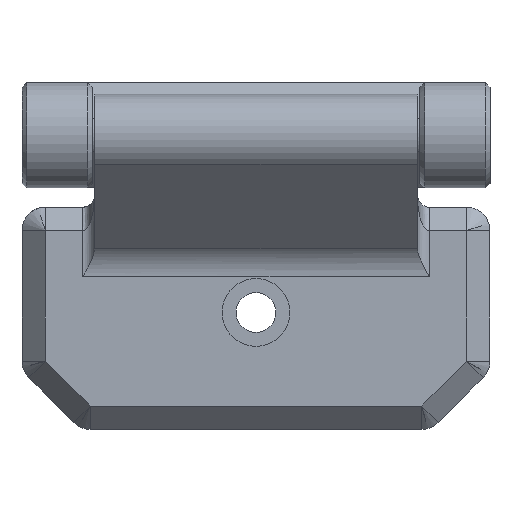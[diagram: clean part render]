
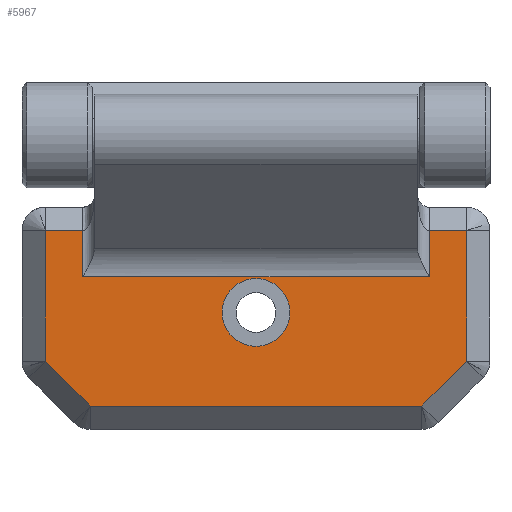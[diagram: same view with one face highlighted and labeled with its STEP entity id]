
A CAD part, left-side view. The second image highlights one B-rep face of the part: STEP entity #5967.
In plain terms, the highlighted planar face has unit normal (-1, 0, 0).
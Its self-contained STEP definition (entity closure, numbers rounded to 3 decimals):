
#9 = EDGE_CURVE ( 'NONE', #2375, #5639, #3757, .T. ) ;
#16 = EDGE_CURVE ( 'NONE', #2886, #2244, #453, .T. ) ;
#99 = EDGE_CURVE ( 'NONE', #352, #1869, #4187, .T. ) ;
#100 = EDGE_CURVE ( 'NONE', #3613, #3828, #704, .T. ) ;
#259 = DIRECTION ( 'NONE',  ( 0., 0., -1. ) ) ;
#293 = DIRECTION ( 'NONE',  ( 1., 0., 0. ) ) ;
#352 = VERTEX_POINT ( 'NONE', #6254 ) ;
#359 = CARTESIAN_POINT ( 'NONE',  ( -7.11, -2., -18.172 ) ) ;
#453 = CIRCLE ( 'NONE', #2337, 2.9 ) ;
#481 = VERTEX_POINT ( 'NONE', #1381 ) ;
#536 = ORIENTED_EDGE ( 'NONE', *, *, #2589, .T. ) ;
#704 = LINE ( 'NONE', #2211, #3488 ) ;
#776 = CARTESIAN_POINT ( 'NONE',  ( -7.11, -20., -14. ) ) ;
#859 = CARTESIAN_POINT ( 'NONE',  ( -7.11, -20., -7. ) ) ;
#896 = CARTESIAN_POINT ( 'NONE',  ( -7.11, -20., -14. ) ) ;
#942 = CARTESIAN_POINT ( 'NONE',  ( -7.11, -5.2, -10.955 ) ) ;
#962 = VERTEX_POINT ( 'NONE', #2249 ) ;
#1003 = ORIENTED_EDGE ( 'NONE', *, *, #5924, .T. ) ;
#1046 = CIRCLE ( 'NONE', #1367, 2.9 ) ;
#1226 = DIRECTION ( 'NONE',  ( 0., 0., -1. ) ) ;
#1242 = LINE ( 'NONE', #6185, #5549 ) ;
#1367 = AXIS2_PLACEMENT_3D ( 'NONE', #896, #2396, #5407 ) ;
#1381 = CARTESIAN_POINT ( 'NONE',  ( -7.11, -2., -7. ) ) ;
#1420 = EDGE_LOOP ( 'NONE', ( #6398, #3756, #2390, #536, #5378, #5715, #5507, #1003, #2410, #6109 ) ) ;
#1437 = CARTESIAN_POINT ( 'NONE',  ( -7.11, -20., -16.9 ) ) ;
#1457 = EDGE_CURVE ( 'NONE', #5386, #352, #2456, .T. ) ;
#1512 = LINE ( 'NONE', #5092, #3306 ) ;
#1869 = VERTEX_POINT ( 'NONE', #3199 ) ;
#1930 = EDGE_CURVE ( 'NONE', #481, #3335, #5374, .T. ) ;
#2032 = CARTESIAN_POINT ( 'NONE',  ( -7.11, -34.172, -22. ) ) ;
#2181 = CARTESIAN_POINT ( 'NONE',  ( -7.11, -34.8, -10.955 ) ) ;
#2211 = CARTESIAN_POINT ( 'NONE',  ( -7.11, -34.8, -11. ) ) ;
#2244 = VERTEX_POINT ( 'NONE', #3177 ) ;
#2249 = CARTESIAN_POINT ( 'NONE',  ( -7.11, -38., -7. ) ) ;
#2275 = DIRECTION ( 'NONE',  ( 0., 0., 1. ) ) ;
#2293 = FACE_BOUND ( 'NONE', #2771, .T. ) ;
#2337 = AXIS2_PLACEMENT_3D ( 'NONE', #776, #2766, #2275 ) ;
#2375 = VERTEX_POINT ( 'NONE', #942 ) ;
#2390 = ORIENTED_EDGE ( 'NONE', *, *, #100, .T. ) ;
#2396 = DIRECTION ( 'NONE',  ( -1., 0., 0. ) ) ;
#2410 = ORIENTED_EDGE ( 'NONE', *, *, #1457, .T. ) ;
#2456 = LINE ( 'NONE', #2032, #2532 ) ;
#2457 = DIRECTION ( 'NONE',  ( 0., 1., 0. ) ) ;
#2485 = CARTESIAN_POINT ( 'NONE',  ( -7.11, -20., -7. ) ) ;
#2532 = VECTOR ( 'NONE', #3971, 1000. ) ;
#2589 = EDGE_CURVE ( 'NONE', #3828, #2375, #5100, .T. ) ;
#2619 = DIRECTION ( 'NONE',  ( 0., 0., 1. ) ) ;
#2697 = CARTESIAN_POINT ( 'NONE',  ( -7.11, -5.2, -11. ) ) ;
#2711 = CARTESIAN_POINT ( 'NONE',  ( -7.11, -5.828, -22. ) ) ;
#2766 = DIRECTION ( 'NONE',  ( -1., 0., 0. ) ) ;
#2771 = EDGE_LOOP ( 'NONE', ( #5583, #5039 ) ) ;
#2819 = EDGE_CURVE ( 'NONE', #962, #3613, #5231, .T. ) ;
#2886 = VERTEX_POINT ( 'NONE', #1437 ) ;
#2951 = CARTESIAN_POINT ( 'NONE',  ( -7.11, -5.2, -7. ) ) ;
#2958 = VECTOR ( 'NONE', #5968, 1000. ) ;
#3027 = VECTOR ( 'NONE', #4085, 1000. ) ;
#3177 = CARTESIAN_POINT ( 'NONE',  ( -7.11, -20., -11.1 ) ) ;
#3196 = DIRECTION ( 'NONE',  ( 0., -0.707, 0.707 ) ) ;
#3199 = CARTESIAN_POINT ( 'NONE',  ( -7.11, -38., -18.172 ) ) ;
#3306 = VECTOR ( 'NONE', #2619, 1000. ) ;
#3335 = VERTEX_POINT ( 'NONE', #359 ) ;
#3488 = VECTOR ( 'NONE', #1226, 1000. ) ;
#3527 = EDGE_CURVE ( 'NONE', #1869, #962, #1512, .T. ) ;
#3613 = VERTEX_POINT ( 'NONE', #4543 ) ;
#3756 = ORIENTED_EDGE ( 'NONE', *, *, #2819, .T. ) ;
#3757 = LINE ( 'NONE', #2697, #5929 ) ;
#3806 = FACE_OUTER_BOUND ( 'NONE', #1420, .T. ) ;
#3828 = VERTEX_POINT ( 'NONE', #2181 ) ;
#3971 = DIRECTION ( 'NONE',  ( 0., -1., 0. ) ) ;
#4085 = DIRECTION ( 'NONE',  ( 0., 1., 0. ) ) ;
#4187 = LINE ( 'NONE', #5717, #6129 ) ;
#4301 = VECTOR ( 'NONE', #6450, 1000. ) ;
#4543 = CARTESIAN_POINT ( 'NONE',  ( -7.11, -34.8, -7. ) ) ;
#5018 = EDGE_CURVE ( 'NONE', #2244, #2886, #1046, .T. ) ;
#5039 = ORIENTED_EDGE ( 'NONE', *, *, #16, .F. ) ;
#5092 = CARTESIAN_POINT ( 'NONE',  ( -7.11, -38., -11. ) ) ;
#5100 = LINE ( 'NONE', #6106, #3027 ) ;
#5231 = LINE ( 'NONE', #859, #4301 ) ;
#5262 = EDGE_CURVE ( 'NONE', #5639, #481, #5591, .T. ) ;
#5286 = DIRECTION ( 'NONE',  ( 0., 0., 1. ) ) ;
#5301 = DIRECTION ( 'NONE',  ( 0., -0.707, -0.707 ) ) ;
#5341 = AXIS2_PLACEMENT_3D ( 'NONE', #6284, #293, #259 ) ;
#5374 = LINE ( 'NONE', #6454, #2958 ) ;
#5378 = ORIENTED_EDGE ( 'NONE', *, *, #9, .T. ) ;
#5386 = VERTEX_POINT ( 'NONE', #2711 ) ;
#5407 = DIRECTION ( 'NONE',  ( 0., 0., 1. ) ) ;
#5466 = VECTOR ( 'NONE', #2457, 1000. ) ;
#5507 = ORIENTED_EDGE ( 'NONE', *, *, #1930, .T. ) ;
#5549 = VECTOR ( 'NONE', #5301, 1000. ) ;
#5583 = ORIENTED_EDGE ( 'NONE', *, *, #5018, .F. ) ;
#5591 = LINE ( 'NONE', #2485, #5466 ) ;
#5639 = VERTEX_POINT ( 'NONE', #2951 ) ;
#5715 = ORIENTED_EDGE ( 'NONE', *, *, #5262, .T. ) ;
#5717 = CARTESIAN_POINT ( 'NONE',  ( -7.11, -38., -18.172 ) ) ;
#5795 = PLANE ( 'NONE',  #5341 ) ;
#5924 = EDGE_CURVE ( 'NONE', #3335, #5386, #1242, .T. ) ;
#5929 = VECTOR ( 'NONE', #5286, 1000. ) ;
#5967 = ADVANCED_FACE ( 'NONE', ( #2293, #3806 ), #5795, .F. ) ;
#5968 = DIRECTION ( 'NONE',  ( 0., 0., -1. ) ) ;
#6106 = CARTESIAN_POINT ( 'NONE',  ( -7.11, -20., -10.955 ) ) ;
#6109 = ORIENTED_EDGE ( 'NONE', *, *, #99, .T. ) ;
#6129 = VECTOR ( 'NONE', #3196, 1000. ) ;
#6185 = CARTESIAN_POINT ( 'NONE',  ( -7.11, -5.828, -22. ) ) ;
#6254 = CARTESIAN_POINT ( 'NONE',  ( -7.11, -34.172, -22. ) ) ;
#6284 = CARTESIAN_POINT ( 'NONE',  ( -7.11, -20., -11. ) ) ;
#6398 = ORIENTED_EDGE ( 'NONE', *, *, #3527, .T. ) ;
#6450 = DIRECTION ( 'NONE',  ( 0., 1., 0. ) ) ;
#6454 = CARTESIAN_POINT ( 'NONE',  ( -7.11, -2., -11. ) ) ;
